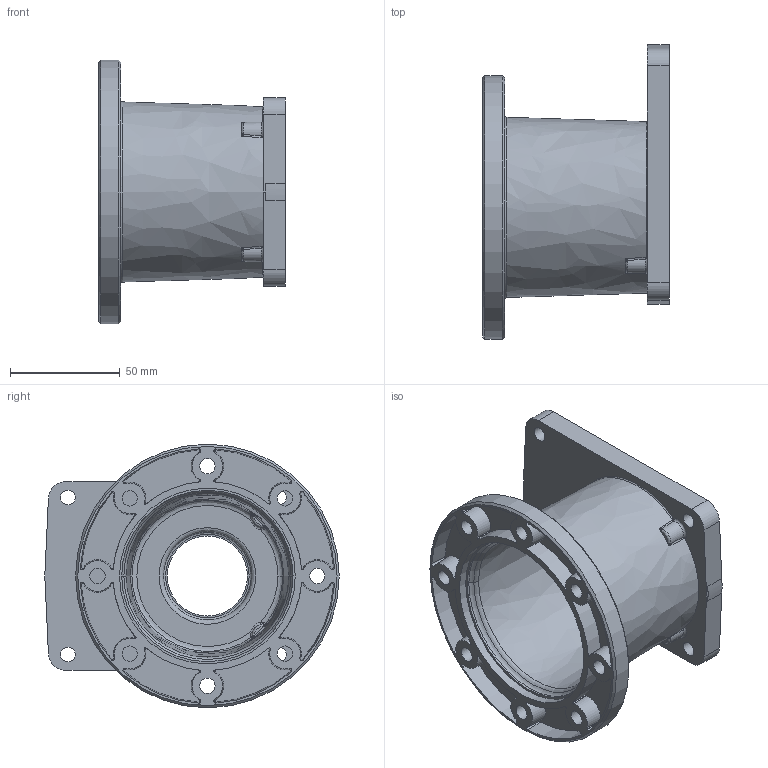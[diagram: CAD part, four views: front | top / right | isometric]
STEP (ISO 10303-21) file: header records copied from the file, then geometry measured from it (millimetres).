
FILE_DESCRIPTION(('HOOPS Exchange Step'),'2;1');
FILE_NAME('L1204.stp','2025-07-09T14:06:06+02:00',('Gabriele.Dognini'),('Unknown organisation'),'HOOPS Exchange 2023.1','ThinkDesign','Unknown authorisation');
FILE_SCHEMA( ('AP242_MANAGED_MODEL_BASED_3D_ENGINEERING_MIM_LF {1 0 10303 442 1 1 4 }') );
Length unit declared in the file: millimetre
Products named in the file (1): L1204
Bounding box: 85 x 134 x 120 mm (x, y, z)
Volume: 182114.2 mm3; surface area: 78974.4 mm2
Topology: 1 solids, 1 shells, 248 faces, 654 edges, 415 vertices
Faces by surface type: bspline 157, plane 59, cylinder 32
Full cylindrical faces by diameter (mm): 6.75 x4, 7 x8, 36.5 x1, 40 x1, 78 x1, 80 x1, 120 x1
Entity records: 15860 total; most frequent: CARTESIAN_POINT 10037, ORIENTED_EDGE 1294, DIRECTION 1071, EDGE_CURVE 647, AXIS2_PLACEMENT_3D 432, VERTEX_POINT 414, CIRCLE 323, EDGE_LOOP 287
